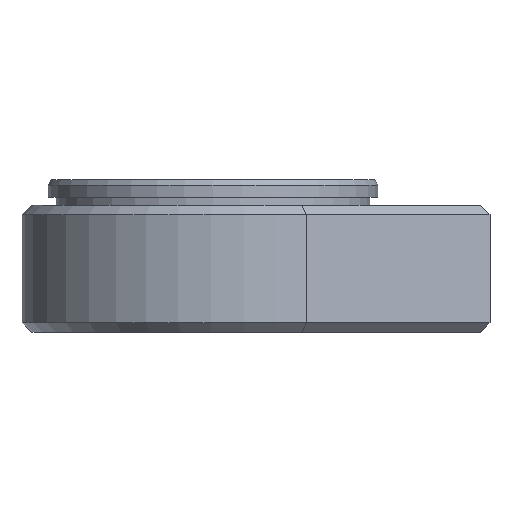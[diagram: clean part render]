
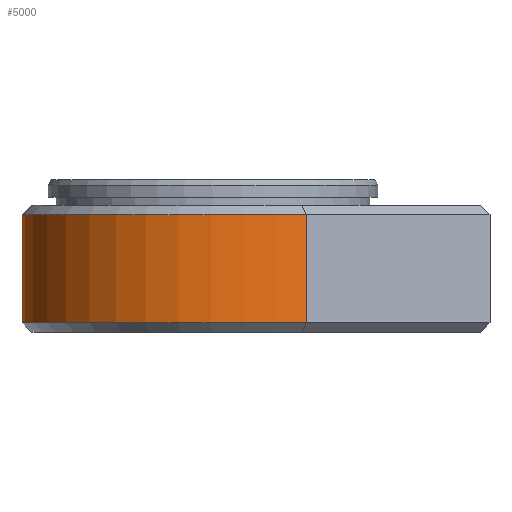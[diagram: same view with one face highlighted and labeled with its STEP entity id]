
A CAD part, left-side view. The second image highlights one B-rep face of the part: STEP entity #5000.
In plain terms, the highlighted cylindrical face has radius 15.24 mm (diameter 30.48 mm), a partial arc.
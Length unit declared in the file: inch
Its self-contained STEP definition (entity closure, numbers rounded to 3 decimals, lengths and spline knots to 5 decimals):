
#449=CYLINDRICAL_SURFACE('',#5310,0.6);
#467=FACE_OUTER_BOUND('',#737,.T.);
#737=EDGE_LOOP('',(#3338,#3339,#3340,#3341));
#1044=CIRCLE('',#5306,0.6);
#1046=CIRCLE('',#5309,0.6);
#1084=LINE('',#6605,#1597);
#1085=LINE('',#6606,#1598);
#1597=VECTOR('',#5614,39.37008);
#1598=VECTOR('',#5615,39.37008);
#2118=VERTEX_POINT('',#6590);
#2119=VERTEX_POINT('',#6592);
#2122=VERTEX_POINT('',#6599);
#2123=VERTEX_POINT('',#6601);
#2600=EDGE_CURVE('',#2119,#2118,#1044,.T.);
#2604=EDGE_CURVE('',#2123,#2122,#1046,.T.);
#2606=EDGE_CURVE('',#2118,#2123,#1084,.T.);
#2607=EDGE_CURVE('',#2119,#2122,#1085,.T.);
#3338=ORIENTED_EDGE('',*,*,#2600,.T.);
#3339=ORIENTED_EDGE('',*,*,#2606,.T.);
#3340=ORIENTED_EDGE('',*,*,#2604,.T.);
#3341=ORIENTED_EDGE('',*,*,#2607,.F.);
#5000=ADVANCED_FACE('',(#467),#449,.T.);
#5306=AXIS2_PLACEMENT_3D('',#6593,#5601,#5602);
#5309=AXIS2_PLACEMENT_3D('',#6602,#5609,#5610);
#5310=AXIS2_PLACEMENT_3D('',#6604,#5612,#5613);
#5601=DIRECTION('center_axis',(0.,0.,-1.));
#5602=DIRECTION('ref_axis',(1.,0.,0.));
#5609=DIRECTION('center_axis',(0.,0.,1.));
#5610=DIRECTION('ref_axis',(1.,0.,0.));
#5612=DIRECTION('center_axis',(0.,0.,-1.));
#5613=DIRECTION('ref_axis',(0.,1.,0.));
#5614=DIRECTION('',(0.,0.,-1.));
#5615=DIRECTION('',(0.,0.,-1.));
#6590=CARTESIAN_POINT('',(0.52332,-0.29349,0.17));
#6592=CARTESIAN_POINT('',(-0.52332,-0.29349,0.17));
#6593=CARTESIAN_POINT('Origin',(0.,0.,0.17));
#6599=CARTESIAN_POINT('',(-0.52332,-0.29349,-0.17));
#6601=CARTESIAN_POINT('',(0.52332,-0.29349,-0.17));
#6602=CARTESIAN_POINT('Origin',(0.,0.,-0.17));
#6604=CARTESIAN_POINT('Origin',(0.,0.,0.2));
#6605=CARTESIAN_POINT('',(0.52332,-0.29349,0.2));
#6606=CARTESIAN_POINT('',(-0.52332,-0.29349,0.2));
